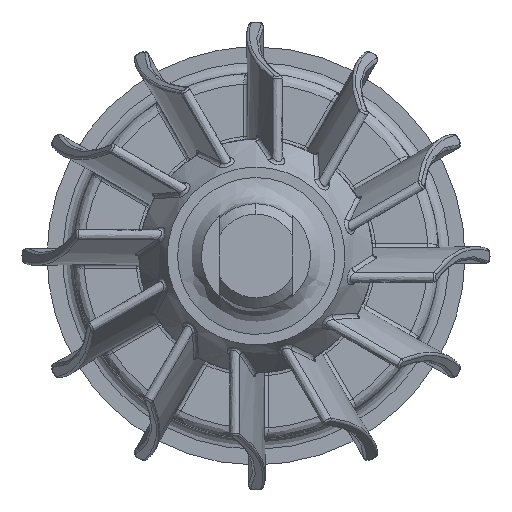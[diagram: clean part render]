
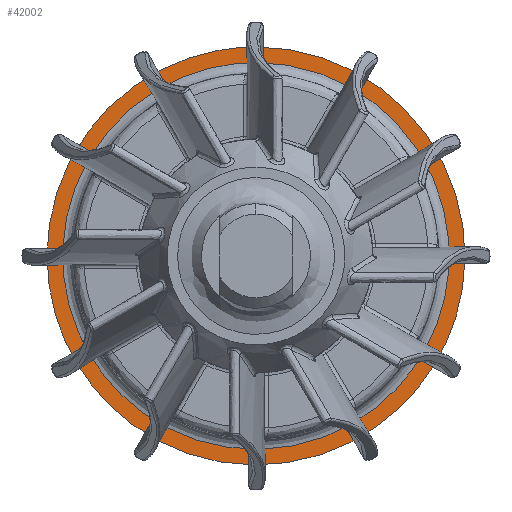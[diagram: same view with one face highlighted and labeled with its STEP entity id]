
A CAD part, front view. The second image highlights one B-rep face of the part: STEP entity #42002.
In plain terms, the highlighted free-form (B-spline) face has degree [1, 1] with [2, 2] control points.
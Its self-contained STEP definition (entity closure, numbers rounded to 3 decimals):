
#20555 = VERTEX_POINT('',#20556);
#20556 = CARTESIAN_POINT('',(0.,-58.141,
    30.731));
#20564 = EDGE_CURVE('',#20555,#20555,#20565,.T.);
#20565 = ( BOUNDED_CURVE() B_SPLINE_CURVE(2,(#20566,#20567,#20568,#20569
    ,#20570,#20571,#20572),.UNSPECIFIED.,.T.,.F.) 
B_SPLINE_CURVE_WITH_KNOTS((1,2,2,2,2,1),(-2.094,0.,
    2.094,4.189,6.283,8.378),
.UNSPECIFIED.) CURVE() GEOMETRIC_REPRESENTATION_ITEM() 
RATIONAL_B_SPLINE_CURVE((1.,0.5,1.,0.5,1.,0.5,1.)) REPRESENTATION_ITEM(
  '') );
#20566 = CARTESIAN_POINT('',(0.,-58.141,
    30.731));
#20567 = CARTESIAN_POINT('',(53.228,-58.141,
    30.731));
#20568 = CARTESIAN_POINT('',(26.614,-58.141,
    -15.366));
#20569 = CARTESIAN_POINT('',(0.,-58.141,
    -61.463));
#20570 = CARTESIAN_POINT('',(-26.614,-58.141,
    -15.366));
#20571 = CARTESIAN_POINT('',(-53.228,-58.141,
    30.731));
#20572 = CARTESIAN_POINT('',(0.,-58.141,
    30.731));
#42002 = ADVANCED_FACE('',(#42003,#42006),#42020,.F.);
#42003 = FACE_BOUND('',#42004,.F.);
#42004 = EDGE_LOOP('',(#42005));
#42005 = ORIENTED_EDGE('',*,*,#20564,.F.);
#42006 = FACE_BOUND('',#42007,.F.);
#42007 = EDGE_LOOP('',(#42008));
#42008 = ORIENTED_EDGE('',*,*,#42009,.T.);
#42009 = EDGE_CURVE('',#42010,#42010,#42012,.T.);
#42010 = VERTEX_POINT('',#42011);
#42011 = CARTESIAN_POINT('',(0.,-58.141,
    33.223));
#42012 = ( BOUNDED_CURVE() B_SPLINE_CURVE(2,(#42013,#42014,#42015,#42016
    ,#42017,#42018,#42019),.UNSPECIFIED.,.T.,.F.) 
B_SPLINE_CURVE_WITH_KNOTS((1,2,2,2,2,1),(-2.094,0.,
    2.094,4.189,6.283,8.378),
.UNSPECIFIED.) CURVE() GEOMETRIC_REPRESENTATION_ITEM() 
RATIONAL_B_SPLINE_CURVE((1.,0.5,1.,0.5,1.,0.5,1.)) REPRESENTATION_ITEM(
  '') );
#42013 = CARTESIAN_POINT('',(0.,-58.141,
    33.223));
#42014 = CARTESIAN_POINT('',(57.544,-58.141,
    33.223));
#42015 = CARTESIAN_POINT('',(28.772,-58.141,
    -16.612));
#42016 = CARTESIAN_POINT('',(0.,-58.141,
    -66.446));
#42017 = CARTESIAN_POINT('',(-28.772,-58.141,
    -16.612));
#42018 = CARTESIAN_POINT('',(-57.544,-58.141,
    33.223));
#42019 = CARTESIAN_POINT('',(0.,-58.141,
    33.223));
#42020 = B_SPLINE_SURFACE_WITH_KNOTS('',1,1,(
    (#42021,#42022)
    ,(#42023,#42024
    )),.UNSPECIFIED.,.F.,.F.,.F.,(2,2),(2,2),(-40.,40.),(-40.,40.),
  .PIECEWISE_BEZIER_KNOTS.);
#42021 = CARTESIAN_POINT('',(-33.223,-58.141,
    -33.223));
#42022 = CARTESIAN_POINT('',(33.223,-58.141,
    -33.223));
#42023 = CARTESIAN_POINT('',(-33.223,-58.141,
    33.223));
#42024 = CARTESIAN_POINT('',(33.223,-58.141,
    33.223));
